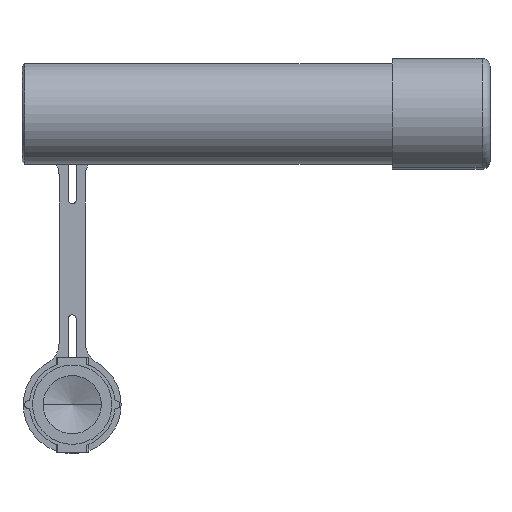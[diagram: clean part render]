
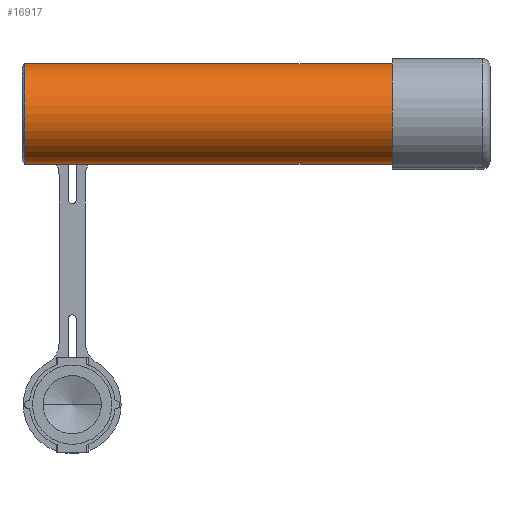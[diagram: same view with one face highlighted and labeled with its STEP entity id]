
A CAD part, front view. The second image highlights one B-rep face of the part: STEP entity #16917.
In plain terms, the highlighted cylindrical face has radius 19 mm (diameter 38 mm), a partial arc.
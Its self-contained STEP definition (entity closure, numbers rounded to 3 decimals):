
#94 = DIRECTION ( 'NONE',  ( 0., 0., 1. ) ) ;
#744 = ORIENTED_EDGE ( 'NONE', *, *, #20925, .T. ) ;
#1448 = AXIS2_PLACEMENT_3D ( 'NONE', #23089, #10817, #25139 ) ;
#2071 = CARTESIAN_POINT ( 'NONE',  ( 0., 0., 0. ) ) ;
#2565 = VERTEX_POINT ( 'NONE', #3818 ) ;
#3072 = AXIS2_PLACEMENT_3D ( 'NONE', #5005, #19331, #7038 ) ;
#3160 = LINE ( 'NONE', #8826, #24305 ) ;
#3818 = CARTESIAN_POINT ( 'NONE',  ( 1., 0., -19. ) ) ;
#5005 = CARTESIAN_POINT ( 'NONE',  ( 171.034, 0., 0. ) ) ;
#5432 = FACE_OUTER_BOUND ( 'NONE', #23601, .T. ) ;
#5555 = VERTEX_POINT ( 'NONE', #7420 ) ;
#7038 = DIRECTION ( 'NONE',  ( 0., 0., 1. ) ) ;
#7420 = CARTESIAN_POINT ( 'NONE',  ( 171.034, 0., 19. ) ) ;
#8039 = DIRECTION ( 'NONE',  ( -1., 0., 0. ) ) ;
#8826 = CARTESIAN_POINT ( 'NONE',  ( 0., 0., -19. ) ) ;
#10642 = CIRCLE ( 'NONE', #1448, 19. ) ;
#10817 = DIRECTION ( 'NONE',  ( -1., 0., 0. ) ) ;
#11142 = ORIENTED_EDGE ( 'NONE', *, *, #14053, .F. ) ;
#11251 = EDGE_CURVE ( 'NONE', #2565, #24918, #10642, .T. ) ;
#11358 = AXIS2_PLACEMENT_3D ( 'NONE', #2071, #14368, #94 ) ;
#12465 = CYLINDRICAL_SURFACE ( 'NONE', #11358, 19. ) ;
#12580 = ORIENTED_EDGE ( 'NONE', *, *, #14214, .T. ) ;
#12814 = ORIENTED_EDGE ( 'NONE', *, *, #11251, .F. ) ;
#14053 = EDGE_CURVE ( 'NONE', #16234, #2565, #3160, .T. ) ;
#14214 = EDGE_CURVE ( 'NONE', #16234, #5555, #16974, .T. ) ;
#14368 = DIRECTION ( 'NONE',  ( -1., 0., 0. ) ) ;
#16234 = VERTEX_POINT ( 'NONE', #18881 ) ;
#16917 = ADVANCED_FACE ( 'NONE', ( #5432 ), #12465, .T. ) ;
#16974 = CIRCLE ( 'NONE', #3072, 19. ) ;
#18423 = VECTOR ( 'NONE', #8039, 1000. ) ;
#18881 = CARTESIAN_POINT ( 'NONE',  ( 171.034, 0., -19. ) ) ;
#19331 = DIRECTION ( 'NONE',  ( -1., 0., 0. ) ) ;
#20925 = EDGE_CURVE ( 'NONE', #5555, #24918, #21923, .T. ) ;
#21573 = CARTESIAN_POINT ( 'NONE',  ( 1., 0., 19. ) ) ;
#21923 = LINE ( 'NONE', #22399, #18423 ) ;
#22399 = CARTESIAN_POINT ( 'NONE',  ( 0., 0., 19. ) ) ;
#23089 = CARTESIAN_POINT ( 'NONE',  ( 1., 0., 0. ) ) ;
#23175 = DIRECTION ( 'NONE',  ( -1., 0., 0. ) ) ;
#23601 = EDGE_LOOP ( 'NONE', ( #11142, #12580, #744, #12814 ) ) ;
#24305 = VECTOR ( 'NONE', #23175, 1000. ) ;
#24918 = VERTEX_POINT ( 'NONE', #21573 ) ;
#25139 = DIRECTION ( 'NONE',  ( 0., 0., 1. ) ) ;
